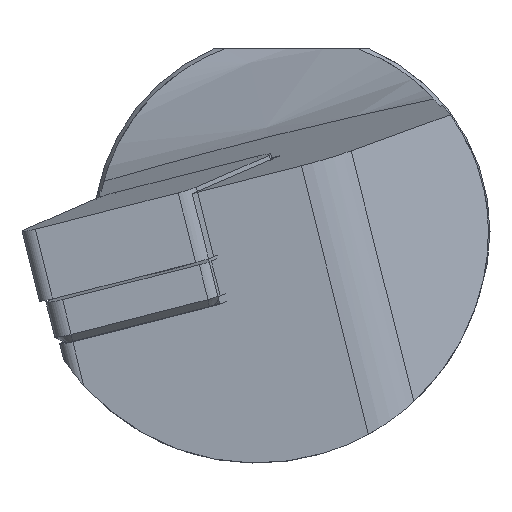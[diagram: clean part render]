
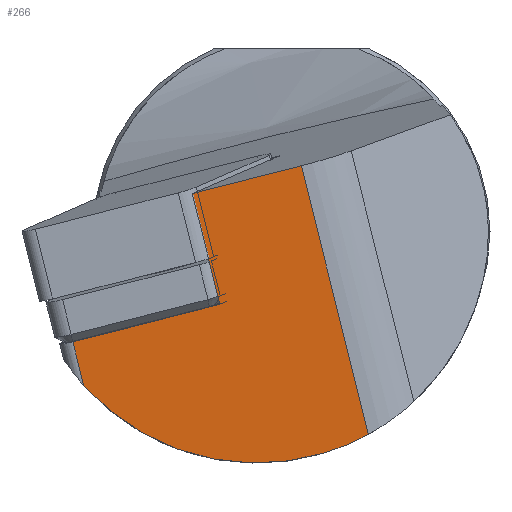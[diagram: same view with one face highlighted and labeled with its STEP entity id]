
A CAD part, left-side view. The second image highlights one B-rep face of the part: STEP entity #266.
In plain terms, the highlighted planar face has unit normal (-0.993, -0.075, -0.089).
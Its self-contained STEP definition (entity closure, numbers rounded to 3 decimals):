
#147=FACE_OUTER_BOUND('',#369,.T.);
#218=ELLIPSE('',#1094,14.7,14.6);
#266=ADVANCED_FACE('',(#147),#323,.F.);
#323=PLANE('',#1095);
#369=EDGE_LOOP('',(#460,#461,#462,#463,#464,#465));
#460=ORIENTED_EDGE('',*,*,#829,.F.);
#461=ORIENTED_EDGE('',*,*,#830,.F.);
#462=ORIENTED_EDGE('',*,*,#831,.T.);
#463=ORIENTED_EDGE('',*,*,#832,.T.);
#464=ORIENTED_EDGE('',*,*,#817,.F.);
#465=ORIENTED_EDGE('',*,*,#812,.T.);
#718=VERTEX_POINT('',#1489);
#719=VERTEX_POINT('',#1491);
#724=VERTEX_POINT('',#1503);
#735=VERTEX_POINT('',#1538);
#736=VERTEX_POINT('',#1540);
#737=VERTEX_POINT('',#1542);
#812=EDGE_CURVE('',#718,#719,#952,.T.);
#817=EDGE_CURVE('',#718,#724,#957,.T.);
#829=EDGE_CURVE('',#735,#719,#960,.T.);
#830=EDGE_CURVE('',#736,#735,#961,.T.);
#831=EDGE_CURVE('',#736,#737,#218,.T.);
#832=EDGE_CURVE('',#737,#724,#962,.T.);
#952=LINE('',#1492,#1023);
#957=LINE('',#1502,#1028);
#960=LINE('',#1537,#1031);
#961=LINE('',#1539,#1032);
#962=LINE('',#1543,#1033);
#1023=VECTOR('',#1203,1.);
#1028=VECTOR('',#1210,1.);
#1031=VECTOR('',#1227,1.);
#1032=VECTOR('',#1228,1.);
#1033=VECTOR('',#1231,1.);
#1094=AXIS2_PLACEMENT_3D('',#1541,#1229,#1230);
#1095=AXIS2_PLACEMENT_3D('',#1544,#1232,#1233);
#1203=DIRECTION('',(0.105,-0.241,-0.965));
#1210=DIRECTION('',(0.051,-0.968,0.247));
#1227=DIRECTION('',(0.051,-0.968,0.247));
#1228=DIRECTION('',(-0.105,0.241,0.965));
#1229=DIRECTION('',(-0.993,-0.075,-0.089));
#1230=DIRECTION('',(0.116,-0.639,-0.761));
#1231=DIRECTION('',(-0.105,0.241,0.965));
#1232=DIRECTION('',(0.993,0.075,0.089));
#1233=DIRECTION('',(0.089,0.,-0.996));
#1489=CARTESIAN_POINT('',(0.855,6.269,2.388));
#1491=CARTESIAN_POINT('',(1.612,4.528,-4.599));
#1492=CARTESIAN_POINT('',(0.044,8.136,9.876));
#1502=CARTESIAN_POINT('',(0.37,15.533,0.026));
#1503=CARTESIAN_POINT('',(1.215,-0.606,4.141));
#1537=CARTESIAN_POINT('',(1.127,13.791,-6.961));
#1538=CARTESIAN_POINT('',(1.127,13.791,-6.961));
#1539=CARTESIAN_POINT('',(5.565,3.575,-47.934));
#1540=CARTESIAN_POINT('',(1.424,13.107,-9.706));
#1541=CARTESIAN_POINT('',(1.375,2.2,0.));
#1542=CARTESIAN_POINT('',(3.05,-4.829,-12.797));
#1543=CARTESIAN_POINT('',(6.41,-12.563,-43.819));
#1544=CARTESIAN_POINT('',(5.565,3.575,-47.934));
